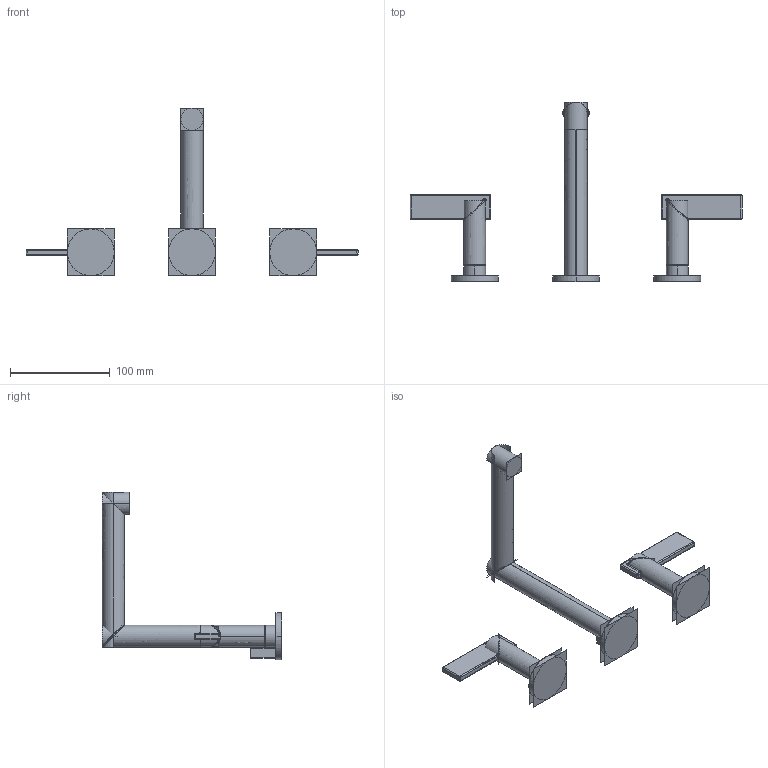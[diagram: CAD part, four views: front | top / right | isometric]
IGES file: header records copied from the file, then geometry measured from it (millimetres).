
Start section:  PTC IGES file: 2490_2_asm.igs
Global section: file name: 2490_2_asm.igs; native system: Creo Parametric by PTC Inc.; preprocessor: 2018400; author: jinson.thomas; organization: Unknown; date: 20201127.115122; units: inch
Bounding box: 333.25 x 180.06 x 167.98 mm (x, y, z)
Volume: 110828.7 mm3; surface area: 229208.5 mm2
Topology: 3 solids, 4 shells, 327 faces, 1628 edges, 2000 vertices
Faces by surface type: revolution 200, bspline 127
